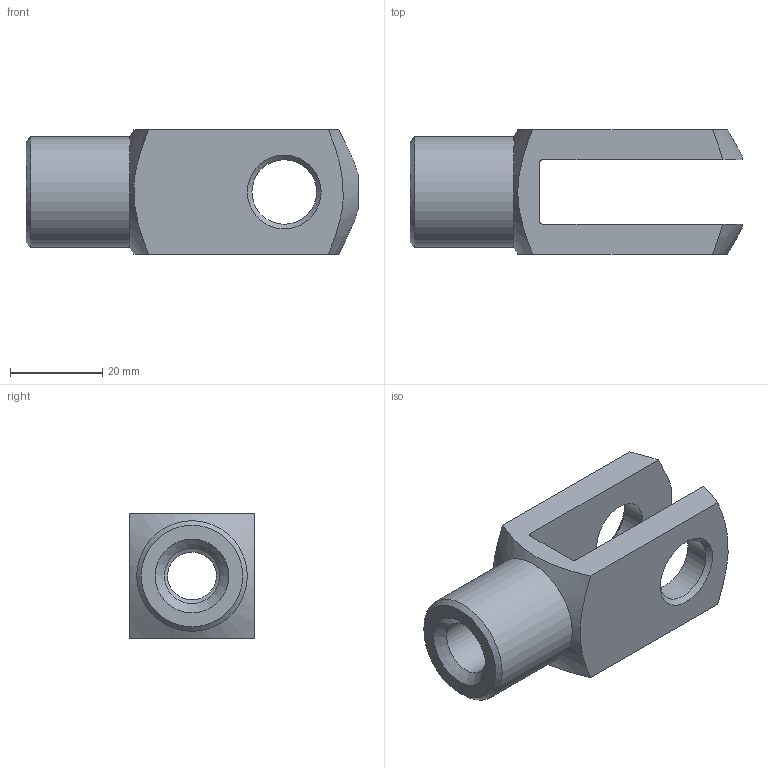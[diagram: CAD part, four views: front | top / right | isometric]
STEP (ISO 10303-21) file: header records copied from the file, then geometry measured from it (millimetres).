
FILE_DESCRIPTION(('FreeCAD Model'),'2;1');
FILE_NAME('Fork 20mm rod.stp', '2017-02-14T09:48:28',('Author'),(''), 'Open CASCADE STEP processor 6.8','FreeCAD','Unknown');
FILE_SCHEMA(('AUTOMOTIVE_DESIGN_CC2 { 1 2 10303 214 -1 1 5 4 }'));
Length unit declared in the file: millimetre
Products named in the file (1): ENG-003469
Bounding box: 72 x 27 x 27 mm (x, y, z)
Volume: 22920.7 mm3; surface area: 9756.1 mm2
Topology: 1 solids, 1 shells, 26 faces, 73 edges, 49 vertices
Faces by surface type: plane 9, cone 8, cylinder 5, bspline 4
Full cylindrical faces by diameter (mm): 12 x1, 14 x2, 24 x1
Entity records: 3495 total; most frequent: CARTESIAN_POINT 2266, DIRECTION 165, ORIENTED_EDGE 146, PCURVE 146, DEFINITIONAL_REPRESENTATION 146, B_SPLINE_CURVE_WITH_KNOTS 89, EDGE_CURVE 73, SURFACE_CURVE 63
